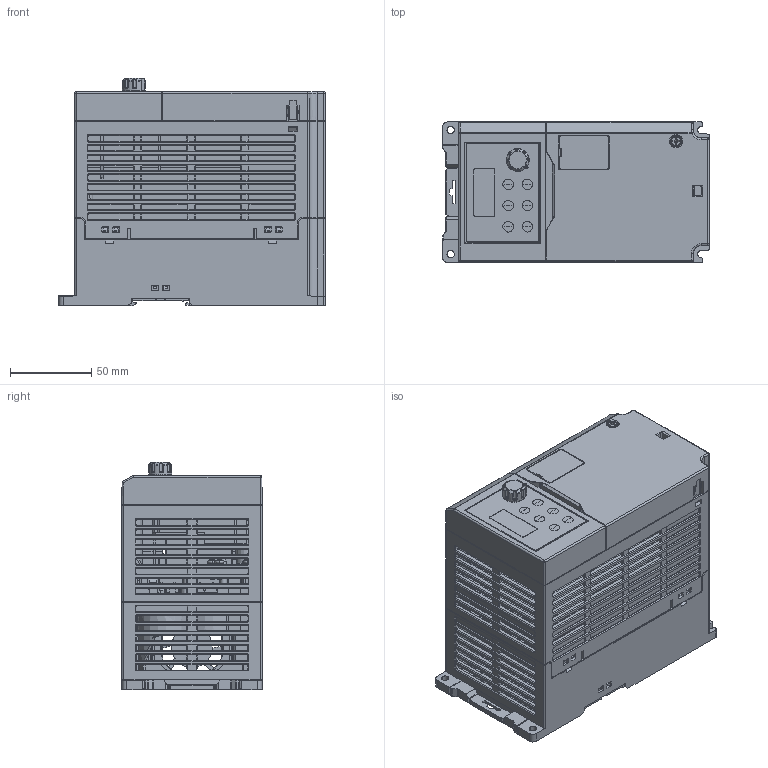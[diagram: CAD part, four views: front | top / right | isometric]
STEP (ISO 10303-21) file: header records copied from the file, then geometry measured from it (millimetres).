
FILE_DESCRIPTION(/* description */ (''),/* implementation_level */ '2;1');
FILE_NAME(/* name */ 'FILE_STP_CAD_DRAWING_3d_VLG30004A480-VLG30007A480_prt.stp',/* time_stamp */ '2024-12-06T19:48:19+01:00',/* author */ (''),/* organization */ (''),/* preprocessor_version */ 'ST-DEVELOPER v16.7',/* originating_system */ 'SIEMENS PLM Software NX 12.0',/* authorisation */ '');
FILE_SCHEMA (('AUTOMOTIVE_DESIGN { 1 0 10303 214 3 1 1 1 }'));
Products named in the file (1): 3d_VLG30004A480-VLG30007A480
Bounding box: 164 x 86.2 x 139.7 mm (x, y, z)
Surface area: 274241.5 mm2 (no closed solid volume)
Topology: 0 solids, 176 shells, 4282 faces, 16453 edges, 12049 vertices
Faces by surface type: plane 2181, cone 818, cylinder 812, bspline 197, torus 184, sphere 88, extrusion 2
Entity records: 185557 total; most frequent: CARTESIAN_POINT 47254, DIRECTION 28358, ORIENTED_EDGE 26245, EDGE_CURVE 16383, VERTEX_POINT 12048, VECTOR 10296, LINE 10294, AXIS2_PLACEMENT_3D 9031
